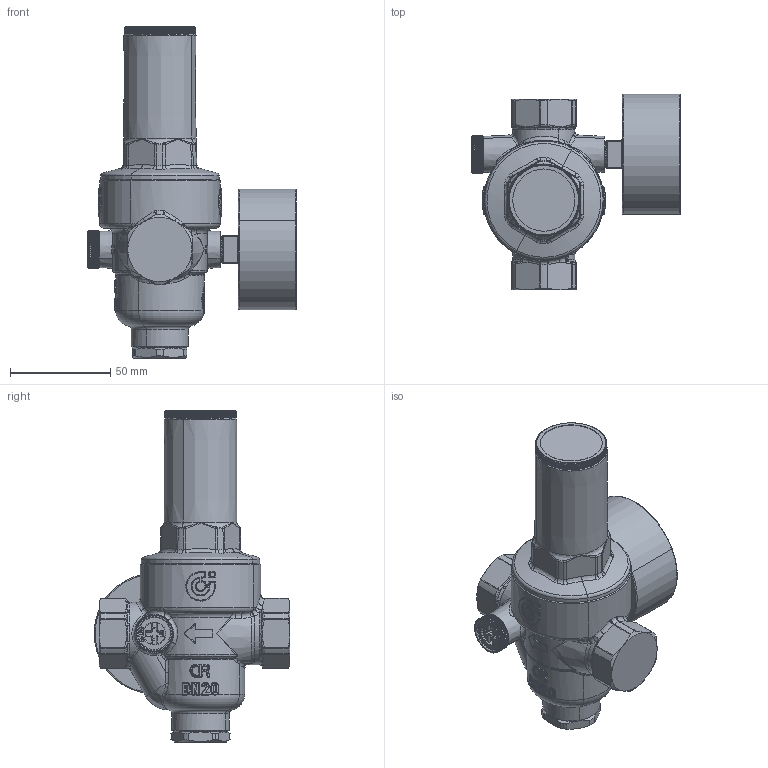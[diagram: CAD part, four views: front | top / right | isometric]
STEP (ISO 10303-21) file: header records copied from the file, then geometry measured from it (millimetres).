
FILE_DESCRIPTION(('CATIA V5 STEP Exchange','CAx-IF Rec.Pracs.--- Model Styling and Organization---1.4--- 2014-01-23','CAx-IF Rec.Pracs.---3D Tessellated Data Validation Properties---0.5---2014-09-14'),'2;1');
FILE_NAME('STEP_536251_-_TST.stp','2022-07-15T08:52:02+00:00',('none'),('none'),'CATIA Version 5-6 Release 2019 SP3','CATIA V5 STEP AP242 v1','none');
FILE_SCHEMA(('AP242_MANAGED_MODEL_BASED_3D_ENGINEERING_MIM_LF {1 0 10303 442 1 1 4}'));
Length unit declared in the file: millimetre
Products named in the file (1): 536251-TST
Bounding box: 104 x 97.49 x 165.3 mm (x, y, z)
Volume: 382659.7 mm3; surface area: 45540 mm2
Topology: 1 solids, 2 shells, 2619 faces, 6948 edges, 4243 vertices
Faces by surface type: plane 1050, cylinder 639, bspline 626, torus 121, sphere 113, cone 70
Entity records: 122933 total; most frequent: CARTESIAN_POINT 68832, ORIENTED_EDGE 13644, DIRECTION 6988, EDGE_CURVE 6822, VERTEX_POINT 4243, AXIS2_PLACEMENT_3D 2972, B_SPLINE_CURVE_WITH_KNOTS 2668, EDGE_LOOP 2655
